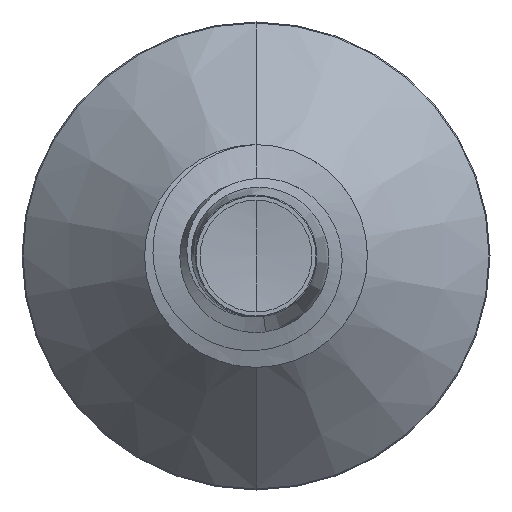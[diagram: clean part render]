
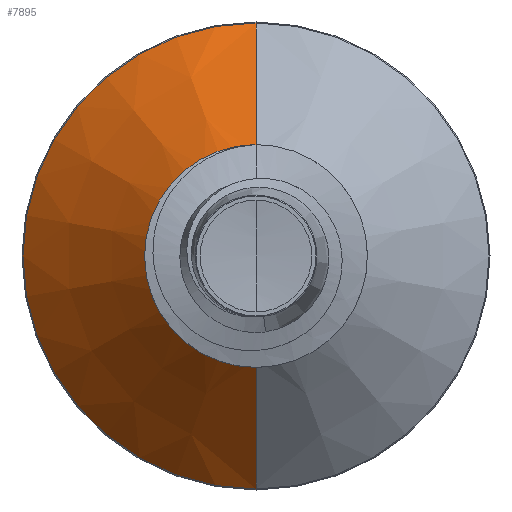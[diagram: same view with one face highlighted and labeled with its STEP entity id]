
A CAD part, front view. The second image highlights one B-rep face of the part: STEP entity #7895.
In plain terms, the highlighted conical face has half-angle 45 degrees and reference radius 1.857 mm.
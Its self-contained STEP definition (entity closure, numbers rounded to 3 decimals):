
#968 = AXIS2_PLACEMENT_3D ( 'NONE', #4771, #4721, #4802 ) ;
#1004 = VERTEX_POINT ( 'NONE', #7003 ) ;
#1121 = CIRCLE ( 'NONE', #2850, 4.182 ) ;
#1320 = LINE ( 'NONE', #6748, #5320 ) ;
#1402 = DIRECTION ( 'NONE',  ( 0., 0., 1. ) ) ;
#1443 = DIRECTION ( 'NONE',  ( 0., 1., 0. ) ) ;
#1455 = CARTESIAN_POINT ( 'NONE',  ( 0., 2.957, 0. ) ) ;
#1468 = LINE ( 'NONE', #4570, #8863 ) ;
#1515 = CARTESIAN_POINT ( 'NONE',  ( 0., 2.957, 1.857 ) ) ;
#1920 = CARTESIAN_POINT ( 'NONE',  ( 0., 5.282, -4.182 ) ) ;
#1965 = CARTESIAN_POINT ( 'NONE',  ( 0., 2.957, -1.857 ) ) ;
#2479 = AXIS2_PLACEMENT_3D ( 'NONE', #1455, #1443, #1402 ) ;
#2850 = AXIS2_PLACEMENT_3D ( 'NONE', #8437, #8430, #8423 ) ;
#2935 = EDGE_LOOP ( 'NONE', ( #4984, #5565, #5904, #6165 ) ) ;
#4570 = CARTESIAN_POINT ( 'NONE',  ( 0., 2.957, 1.857 ) ) ;
#4721 = DIRECTION ( 'NONE',  ( 0., 1., 0. ) ) ;
#4771 = CARTESIAN_POINT ( 'NONE',  ( 0., 2.957, 0. ) ) ;
#4802 = DIRECTION ( 'NONE',  ( 0., 0., 1. ) ) ;
#4845 = DIRECTION ( 'NONE',  ( 0., 0.707, 0.707 ) ) ;
#4984 = ORIENTED_EDGE ( 'NONE', *, *, #7607, .F. ) ;
#5320 = VECTOR ( 'NONE', #6440, 1000. ) ;
#5565 = ORIENTED_EDGE ( 'NONE', *, *, #6347, .T. ) ;
#5904 = ORIENTED_EDGE ( 'NONE', *, *, #7932, .T. ) ;
#6165 = ORIENTED_EDGE ( 'NONE', *, *, #8856, .F. ) ;
#6198 = VERTEX_POINT ( 'NONE', #1920 ) ;
#6245 = VERTEX_POINT ( 'NONE', #1515 ) ;
#6347 = EDGE_CURVE ( 'NONE', #8127, #6245, #8737, .T. ) ;
#6440 = DIRECTION ( 'NONE',  ( 0., 0.707, -0.707 ) ) ;
#6748 = CARTESIAN_POINT ( 'NONE',  ( 0., 2.957, -1.857 ) ) ;
#7003 = CARTESIAN_POINT ( 'NONE',  ( 0., 5.282, 4.182 ) ) ;
#7333 = CONICAL_SURFACE ( 'NONE', #968, 1.857, 0.785 ) ;
#7607 = EDGE_CURVE ( 'NONE', #8127, #6198, #1320, .T. ) ;
#7895 = ADVANCED_FACE ( 'NONE', ( #8733 ), #7333, .T. ) ;
#7932 = EDGE_CURVE ( 'NONE', #6245, #1004, #1468, .T. ) ;
#8127 = VERTEX_POINT ( 'NONE', #1965 ) ;
#8423 = DIRECTION ( 'NONE',  ( 0., 0., 1. ) ) ;
#8430 = DIRECTION ( 'NONE',  ( 0., 1., 0. ) ) ;
#8437 = CARTESIAN_POINT ( 'NONE',  ( 0., 5.282, 0. ) ) ;
#8733 = FACE_OUTER_BOUND ( 'NONE', #2935, .T. ) ;
#8737 = CIRCLE ( 'NONE', #2479, 1.857 ) ;
#8856 = EDGE_CURVE ( 'NONE', #6198, #1004, #1121, .T. ) ;
#8863 = VECTOR ( 'NONE', #4845, 1000. ) ;
